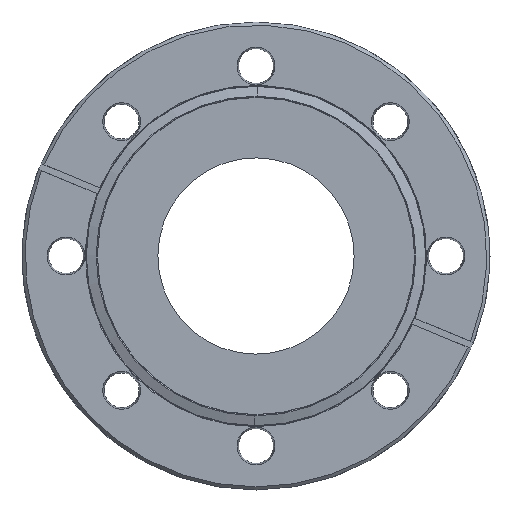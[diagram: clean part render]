
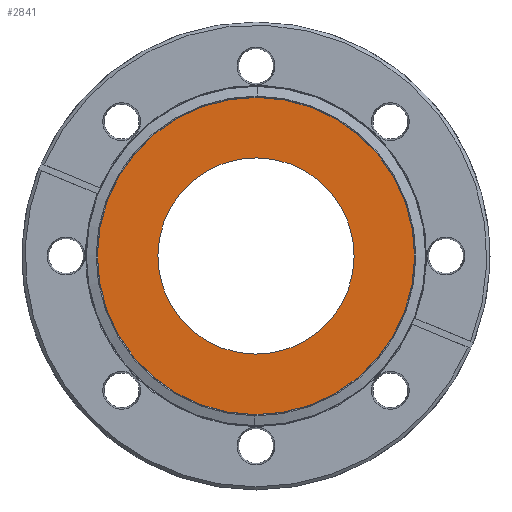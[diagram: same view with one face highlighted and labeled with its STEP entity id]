
A CAD part, left-side view. The second image highlights one B-rep face of the part: STEP entity #2841.
In plain terms, the highlighted planar face has unit normal (-1, 0, 0).
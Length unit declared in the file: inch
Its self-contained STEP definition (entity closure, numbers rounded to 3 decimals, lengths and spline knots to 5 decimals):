
#148 = EDGE_CURVE ( 'NONE', #1529, #1056, #1546, .T. ) ;
#162 = ORIENTED_EDGE ( 'NONE', *, *, #2199, .T. ) ;
#425 = DIRECTION ( 'NONE',  ( -1., 0., 0. ) ) ;
#433 = DIRECTION ( 'NONE',  ( -1., 0., 0. ) ) ;
#466 = ORIENTED_EDGE ( 'NONE', *, *, #148, .F. ) ;
#488 = DIRECTION ( 'NONE',  ( 1., 0., 0. ) ) ;
#652 = DIRECTION ( 'NONE',  ( -1., 0., 0. ) ) ;
#669 = CARTESIAN_POINT ( 'NONE',  ( 0.024, 0., -0.9375 ) ) ;
#726 = DIRECTION ( 'NONE',  ( 0., 0., 1. ) ) ;
#776 = AXIS2_PLACEMENT_3D ( 'NONE', #1714, #425, #2714 ) ;
#836 = CARTESIAN_POINT ( 'NONE',  ( 0.024, 0., 0.9375 ) ) ;
#998 = CIRCLE ( 'NONE', #2040, 0.9375 ) ;
#1040 = DIRECTION ( 'NONE',  ( 0., 0., -1. ) ) ;
#1054 = DIRECTION ( 'NONE',  ( 0., 0., -1. ) ) ;
#1056 = VERTEX_POINT ( 'NONE', #669 ) ;
#1060 = CARTESIAN_POINT ( 'NONE',  ( 0.024, 0., -1.515 ) ) ;
#1145 = CIRCLE ( 'NONE', #776, 1.515 ) ;
#1221 = CARTESIAN_POINT ( 'NONE',  ( 0.024, 0., 0. ) ) ;
#1229 = CARTESIAN_POINT ( 'NONE',  ( 0.024, 0., 0. ) ) ;
#1522 = FACE_OUTER_BOUND ( 'NONE', #2617, .T. ) ;
#1529 = VERTEX_POINT ( 'NONE', #836 ) ;
#1546 = CIRCLE ( 'NONE', #2809, 0.9375 ) ;
#1689 = CARTESIAN_POINT ( 'NONE',  ( 0.024, 0., 0. ) ) ;
#1697 = EDGE_CURVE ( 'NONE', #1891, #2150, #1145, .T. ) ;
#1714 = CARTESIAN_POINT ( 'NONE',  ( 0.024, 0., 0. ) ) ;
#1775 = DIRECTION ( 'NONE',  ( -1., 0., 0. ) ) ;
#1827 = CIRCLE ( 'NONE', #2664, 1.515 ) ;
#1891 = VERTEX_POINT ( 'NONE', #1060 ) ;
#2040 = AXIS2_PLACEMENT_3D ( 'NONE', #1221, #652, #2262 ) ;
#2054 = PLANE ( 'NONE',  #3039 ) ;
#2105 = ORIENTED_EDGE ( 'NONE', *, *, #1697, .T. ) ;
#2150 = VERTEX_POINT ( 'NONE', #2207 ) ;
#2191 = EDGE_LOOP ( 'NONE', ( #466, #2342 ) ) ;
#2199 = EDGE_CURVE ( 'NONE', #2150, #1891, #1827, .T. ) ;
#2207 = CARTESIAN_POINT ( 'NONE',  ( 0.024, 0., 1.515 ) ) ;
#2262 = DIRECTION ( 'NONE',  ( 0., 0., 1. ) ) ;
#2301 = CARTESIAN_POINT ( 'NONE',  ( 0.024, 0.9375, 0. ) ) ;
#2342 = ORIENTED_EDGE ( 'NONE', *, *, #3118, .F. ) ;
#2533 = FACE_BOUND ( 'NONE', #2191, .T. ) ;
#2617 = EDGE_LOOP ( 'NONE', ( #2105, #162 ) ) ;
#2664 = AXIS2_PLACEMENT_3D ( 'NONE', #1689, #433, #1040 ) ;
#2714 = DIRECTION ( 'NONE',  ( 0., 0., -1. ) ) ;
#2809 = AXIS2_PLACEMENT_3D ( 'NONE', #1229, #1775, #726 ) ;
#2841 = ADVANCED_FACE ( 'NONE', ( #1522, #2533 ), #2054, .F. ) ;
#3039 = AXIS2_PLACEMENT_3D ( 'NONE', #2301, #488, #1054 ) ;
#3118 = EDGE_CURVE ( 'NONE', #1056, #1529, #998, .T. ) ;
